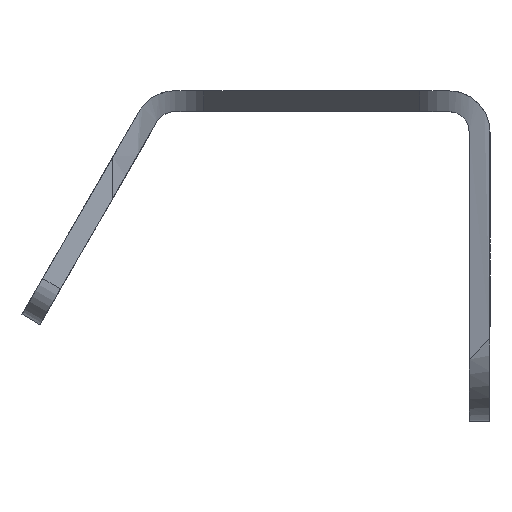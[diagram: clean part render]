
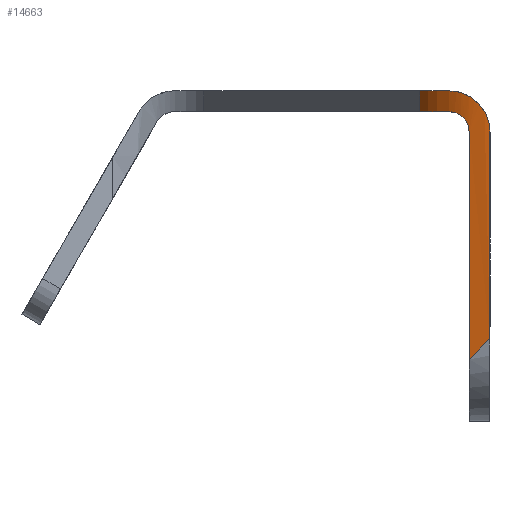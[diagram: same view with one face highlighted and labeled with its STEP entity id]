
A CAD part, left-side view. The second image highlights one B-rep face of the part: STEP entity #14663.
In plain terms, the highlighted cylindrical face has radius 10 mm (diameter 20 mm), a partial arc.
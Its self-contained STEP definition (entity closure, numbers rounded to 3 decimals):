
#513 = ORIENTED_EDGE ( 'NONE', *, *, #23795, .F. ) ;
#1012 = ORIENTED_EDGE ( 'NONE', *, *, #7034, .F. ) ;
#1018 = AXIS2_PLACEMENT_3D ( 'NONE', #18741, #11020, #12968 ) ;
#1126 = CARTESIAN_POINT ( 'NONE',  ( -579.526, 0.293, 13.078 ) ) ;
#1269 = B_SPLINE_CURVE_WITH_KNOTS ( 'NONE', 3,
 ( #2975, #17938, #6430, #16093, #11828, #1126, #15853, #19309, #8266, #8623, #4339, #9980, #15737, #23234 ),
 .UNSPECIFIED., .F., .F.,
 ( 4, 2, 2, 2, 2, 2, 4 ),
 ( 0., 0., 0.001, 0.002, 0.002, 0.003, 0.003 ),
 .UNSPECIFIED. ) ;
#1900 = LINE ( 'NONE', #18599, #16816 ) ;
#1962 = CARTESIAN_POINT ( 'NONE',  ( -580.191, -1.546, 13.872 ) ) ;
#2155 = ORIENTED_EDGE ( 'NONE', *, *, #14076, .F. ) ;
#2199 = CARTESIAN_POINT ( 'NONE',  ( -578.814, 1.549, 15.981 ) ) ;
#2447 = CARTESIAN_POINT ( 'NONE',  ( -580.264, -1.855, 13.102 ) ) ;
#2975 = CARTESIAN_POINT ( 'NONE',  ( -579.659, 0., 12. ) ) ;
#3309 = CARTESIAN_POINT ( 'NONE',  ( -580.154, -1.312, -8.702 ) ) ;
#3805 = CARTESIAN_POINT ( 'NONE',  ( -580.064, -1.09, 14.555 ) ) ;
#3873 = DIRECTION ( 'NONE',  ( 0., 0., 1. ) ) ;
#4209 = CIRCLE ( 'NONE', #17916, 10. ) ;
#4339 = CARTESIAN_POINT ( 'NONE',  ( -579.039, 1.192, 13.834 ) ) ;
#4369 = VERTEX_POINT ( 'NONE', #12171 ) ;
#5147 = CARTESIAN_POINT ( 'NONE',  ( -579.659, 0., -10.014 ) ) ;
#5334 = LINE ( 'NONE', #15345, #21914 ) ;
#5517 = DIRECTION ( 'NONE',  ( 0., 0., 1. ) ) ;
#5659 = CARTESIAN_POINT ( 'NONE',  ( -579.869, -0.511, 15.125 ) ) ;
#5775 = CARTESIAN_POINT ( 'NONE',  ( -579.241, 0.851, 15.84 ) ) ;
#5784 = EDGE_CURVE ( 'NONE', #9055, #19914, #10411, .T. ) ;
#5810 = EDGE_LOOP ( 'NONE', ( #15036, #20452, #2155, #1012, #513, #18224, #6827, #6919 ) ) ;
#6026 = CARTESIAN_POINT ( 'NONE',  ( -580.156, -1.408, 14.112 ) ) ;
#6430 = CARTESIAN_POINT ( 'NONE',  ( -579.652, 0.015, 12.285 ) ) ;
#6500 = CIRCLE ( 'NONE', #17467, 10. ) ;
#6515 = DIRECTION ( 'NONE',  ( 0., 0., -1. ) ) ;
#6827 = ORIENTED_EDGE ( 'NONE', *, *, #16280, .F. ) ;
#6919 = ORIENTED_EDGE ( 'NONE', *, *, #7488, .T. ) ;
#7016 = EDGE_CURVE ( 'NONE', #15136, #9439, #1269, .T. ) ;
#7034 = EDGE_CURVE ( 'NONE', #18572, #4369, #18297, .T. ) ;
#7114 = CARTESIAN_POINT ( 'NONE',  ( -580.295, -2., -8.014 ) ) ;
#7162 = CARTESIAN_POINT ( 'NONE',  ( -580.295, -2., -8.014 ) ) ;
#7488 = EDGE_CURVE ( 'NONE', #15146, #12138, #17805, .T. ) ;
#8266 = CARTESIAN_POINT ( 'NONE',  ( -579.232, 0.861, 13.649 ) ) ;
#8623 = CARTESIAN_POINT ( 'NONE',  ( -579.107, 1.079, 13.78 ) ) ;
#9055 = VERTEX_POINT ( 'NONE', #21216 ) ;
#9439 = VERTEX_POINT ( 'NONE', #14051 ) ;
#9451 = CARTESIAN_POINT ( 'NONE',  ( -580.007, -0.907, 14.761 ) ) ;
#9691 = EDGE_CURVE ( 'NONE', #19914, #12138, #5334, .T. ) ;
#9980 = CARTESIAN_POINT ( 'NONE',  ( -578.821, 1.539, 13.962 ) ) ;
#10411 = B_SPLINE_CURVE_WITH_KNOTS ( 'NONE', 3,
 ( #11298, #24301, #2199, #22576, #5775, #17055, #11656, #13245, #5659, #9451, #3805, #6026, #1962, #17170, #2447, #20750, #19144, #22457 ),
 .UNSPECIFIED., .F., .F.,
 ( 4, 2, 2, 2, 2, 2, 2, 2, 4 ),
 ( -0.002, -0.001, -0.001, 0., 0.001, 0.002, 0.003, 0.004, 0.004 ),
 .UNSPECIFIED. ) ;
#10428 = CARTESIAN_POINT ( 'NONE',  ( -570.5, -4.014, 14. ) ) ;
#11020 = DIRECTION ( 'NONE',  ( 0., 0., -1. ) ) ;
#11073 = CARTESIAN_POINT ( 'NONE',  ( -575.188, 4.819, 14. ) ) ;
#11298 = CARTESIAN_POINT ( 'NONE',  ( -578.49, 2., 16. ) ) ;
#11443 = DIRECTION ( 'NONE',  ( 0., 0., -1. ) ) ;
#11656 = CARTESIAN_POINT ( 'NONE',  ( -579.597, 0.146, 15.554 ) ) ;
#11828 = CARTESIAN_POINT ( 'NONE',  ( -579.606, 0.12, 12.697 ) ) ;
#12138 = VERTEX_POINT ( 'NONE', #7162 ) ;
#12171 = CARTESIAN_POINT ( 'NONE',  ( -575.188, 4.819, 16. ) ) ;
#12745 = CARTESIAN_POINT ( 'NONE',  ( -579.941, -0.643, -9.371 ) ) ;
#12770 = DIRECTION ( 'NONE',  ( 0., 0., 1. ) ) ;
#12968 = DIRECTION ( 'NONE',  ( -1., 0., 0. ) ) ;
#13245 = CARTESIAN_POINT ( 'NONE',  ( -579.788, -0.3, 15.283 ) ) ;
#13979 = CARTESIAN_POINT ( 'NONE',  ( -580.295, -2., 12. ) ) ;
#14051 = CARTESIAN_POINT ( 'NONE',  ( -578.49, 2., 14. ) ) ;
#14076 = EDGE_CURVE ( 'NONE', #4369, #9055, #6500, .T. ) ;
#14616 = VECTOR ( 'NONE', #12770, 1000. ) ;
#14663 = ADVANCED_FACE ( 'NONE', ( #14691 ), #23898, .T. ) ;
#14691 = FACE_OUTER_BOUND ( 'NONE', #5810, .T. ) ;
#15036 = ORIENTED_EDGE ( 'NONE', *, *, #9691, .F. ) ;
#15136 = VERTEX_POINT ( 'NONE', #15265 ) ;
#15146 = VERTEX_POINT ( 'NONE', #23002 ) ;
#15265 = CARTESIAN_POINT ( 'NONE',  ( -579.659, 0., 12. ) ) ;
#15345 = CARTESIAN_POINT ( 'NONE',  ( -580.295, -2., 12. ) ) ;
#15737 = CARTESIAN_POINT ( 'NONE',  ( -578.662, 1.771, 14. ) ) ;
#15853 = CARTESIAN_POINT ( 'NONE',  ( -579.446, 0.46, 13.304 ) ) ;
#16093 = CARTESIAN_POINT ( 'NONE',  ( -579.626, 0.075, 12.561 ) ) ;
#16280 = EDGE_CURVE ( 'NONE', #15146, #15136, #1900, .T. ) ;
#16816 = VECTOR ( 'NONE', #3873, 1000. ) ;
#17055 = CARTESIAN_POINT ( 'NONE',  ( -579.487, 0.38, 15.666 ) ) ;
#17170 = CARTESIAN_POINT ( 'NONE',  ( -580.246, -1.77, 13.364 ) ) ;
#17467 = AXIS2_PLACEMENT_3D ( 'NONE', #23791, #5517, #20361 ) ;
#17805 =( BOUNDED_CURVE ( )  B_SPLINE_CURVE ( 3, ( #5147, #12745, #3309, #7114 ),
 .UNSPECIFIED., .F., .T. ) 
 B_SPLINE_CURVE_WITH_KNOTS ( ( 4, 4 ),
 ( 1.158, 1.368 ),
 .UNSPECIFIED. ) 
 CURVE ( )  GEOMETRIC_REPRESENTATION_ITEM ( )  RATIONAL_B_SPLINE_CURVE ( ( 1., 0.996, 0.996, 1. ) ) 
 REPRESENTATION_ITEM ( '' )  );
#17916 = AXIS2_PLACEMENT_3D ( 'NONE', #10428, #6515, #19874 ) ;
#17938 = CARTESIAN_POINT ( 'NONE',  ( -579.659, 0., 12.144 ) ) ;
#18224 = ORIENTED_EDGE ( 'NONE', *, *, #7016, .F. ) ;
#18297 = LINE ( 'NONE', #11073, #14616 ) ;
#18572 = VERTEX_POINT ( 'NONE', #22953 ) ;
#18599 = CARTESIAN_POINT ( 'NONE',  ( -579.659, 0., -16. ) ) ;
#18741 = CARTESIAN_POINT ( 'NONE',  ( -570.5, -4.014, 14. ) ) ;
#19144 = CARTESIAN_POINT ( 'NONE',  ( -580.295, -2., 12.28 ) ) ;
#19309 = CARTESIAN_POINT ( 'NONE',  ( -579.291, 0.754, 13.57 ) ) ;
#19874 = DIRECTION ( 'NONE',  ( -1., 0., 0. ) ) ;
#19914 = VERTEX_POINT ( 'NONE', #13979 ) ;
#20361 = DIRECTION ( 'NONE',  ( -1., 0., 0. ) ) ;
#20452 = ORIENTED_EDGE ( 'NONE', *, *, #5784, .F. ) ;
#20750 = CARTESIAN_POINT ( 'NONE',  ( -580.289, -1.97, 12.56 ) ) ;
#21216 = CARTESIAN_POINT ( 'NONE',  ( -578.49, 2., 16. ) ) ;
#21914 = VECTOR ( 'NONE', #11443, 1000. ) ;
#22457 = CARTESIAN_POINT ( 'NONE',  ( -580.295, -2., 12. ) ) ;
#22576 = CARTESIAN_POINT ( 'NONE',  ( -579.106, 1.087, 15.901 ) ) ;
#22953 = CARTESIAN_POINT ( 'NONE',  ( -575.188, 4.819, 14. ) ) ;
#23002 = CARTESIAN_POINT ( 'NONE',  ( -579.659, 0., -10.014 ) ) ;
#23234 = CARTESIAN_POINT ( 'NONE',  ( -578.49, 2., 14. ) ) ;
#23791 = CARTESIAN_POINT ( 'NONE',  ( -570.5, -4.014, 16. ) ) ;
#23795 = EDGE_CURVE ( 'NONE', #9439, #18572, #4209, .T. ) ;
#23898 = CYLINDRICAL_SURFACE ( 'NONE', #1018, 10. ) ;
#24301 = CARTESIAN_POINT ( 'NONE',  ( -578.658, 1.777, 16. ) ) ;
